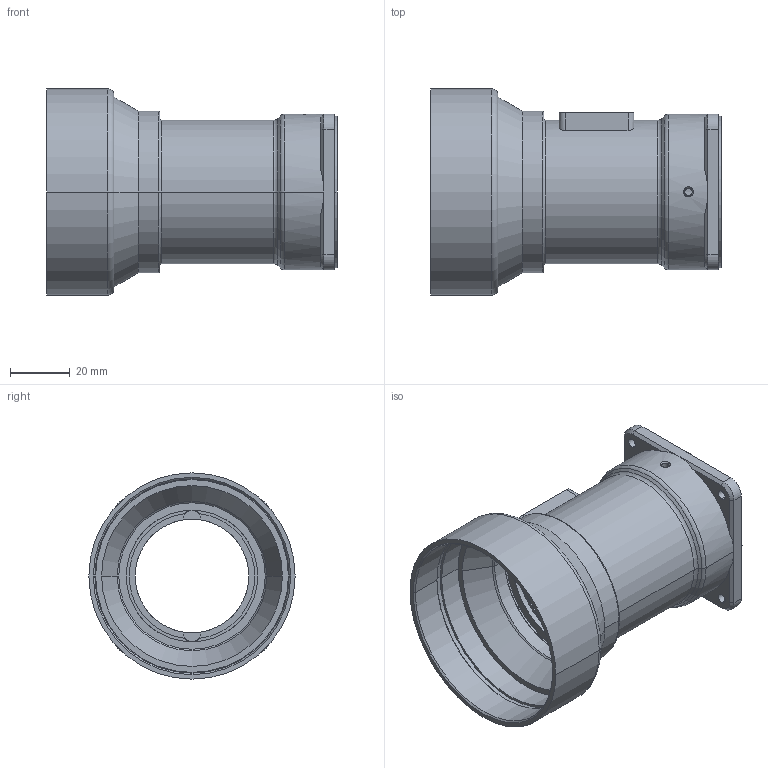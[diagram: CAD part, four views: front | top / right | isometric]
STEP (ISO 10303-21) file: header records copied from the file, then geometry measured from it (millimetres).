
FILE_DESCRIPTION (( 'STEP AP214' ), '1' );
FILE_NAME ('庈狪.753193.001 - 扻豵鵨.STEP', '2024-11-18T13:31:51', ( '' ), ( '' ), 'SwSTEP 2.0', 'SolidWorks 2023', '' );
FILE_SCHEMA (( 'AUTOMOTIVE_DESIGN' ));
Length unit declared in the file: millimetre
Products named in the file (1): КРПГ.753193.001 - Корпус
Bounding box: 97.22 x 69 x 69 mm (x, y, z)
Volume: 42554.1 mm3; surface area: 38477.6 mm2
Topology: 1 solids, 1 shells, 182 faces, 433 edges, 261 vertices
Faces by surface type: cylinder 80, plane 50, cone 40, torus 10, bspline 2
Entity records: 6630 total; most frequent: CARTESIAN_POINT 2061, DIRECTION 978, ORIENTED_EDGE 850, EDGE_CURVE 425, AXIS2_PLACEMENT_3D 397, VERTEX_POINT 261, CIRCLE 216, EDGE_LOOP 212
